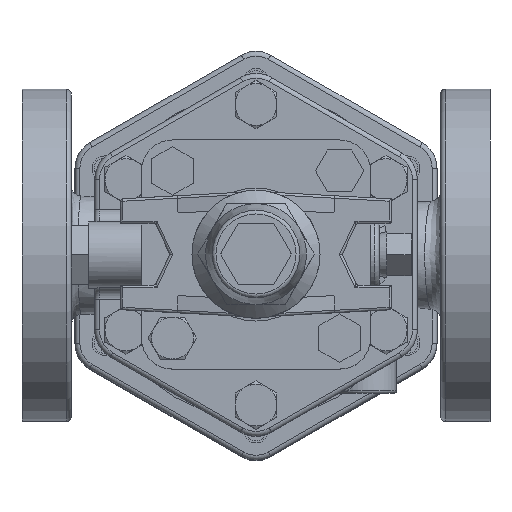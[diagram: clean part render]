
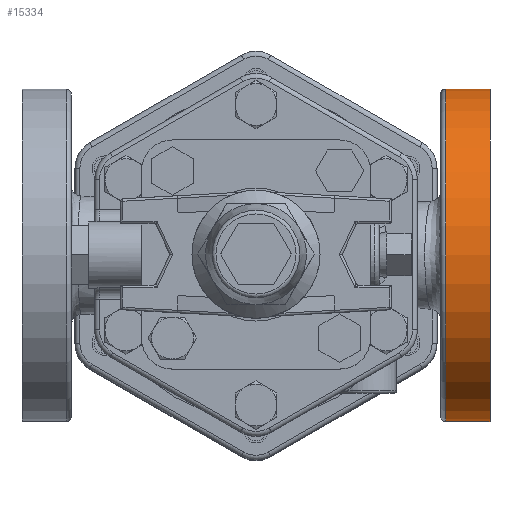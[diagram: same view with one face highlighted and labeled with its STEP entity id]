
A CAD part, top view. The second image highlights one B-rep face of the part: STEP entity #15334.
In plain terms, the highlighted cylindrical face has radius 67.5 mm (diameter 135 mm), a full revolution.
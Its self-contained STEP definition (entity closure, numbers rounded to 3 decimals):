
#472=FACE_BOUND('',#2517,.T.);
#1454=FACE_OUTER_BOUND('',#2516,.T.);
#2516=EDGE_LOOP('',(#10731));
#2517=EDGE_LOOP('',(#10732));
#5432=CIRCLE('',#16392,67.5);
#5438=CIRCLE('',#16400,67.5);
#6733=VERTEX_POINT('',#23884);
#6740=VERTEX_POINT('',#23921);
#8270=EDGE_CURVE('',#6733,#6733,#5432,.T.);
#8277=EDGE_CURVE('',#6740,#6740,#5438,.T.);
#10731=ORIENTED_EDGE('',*,*,#8277,.F.);
#10732=ORIENTED_EDGE('',*,*,#8270,.F.);
#15007=CYLINDRICAL_SURFACE('',#16399,67.5);
#15334=ADVANCED_FACE('',(#1454,#472),#15007,.T.);
#16392=AXIS2_PLACEMENT_3D('',#23885,#18282,#18283);
#16399=AXIS2_PLACEMENT_3D('',#23920,#18296,#18297);
#16400=AXIS2_PLACEMENT_3D('',#23922,#18298,#18299);
#18282=DIRECTION('center_axis',(-1.,0.,0.));
#18283=DIRECTION('ref_axis',(0.,0.,1.));
#18296=DIRECTION('center_axis',(1.,0.,0.));
#18297=DIRECTION('ref_axis',(0.,0.,1.));
#18298=DIRECTION('center_axis',(1.,0.,0.));
#18299=DIRECTION('ref_axis',(0.,0.,1.));
#23884=CARTESIAN_POINT('',(77.,0.,44.199));
#23885=CARTESIAN_POINT('Origin',(77.,0.,111.699));
#23920=CARTESIAN_POINT('Origin',(75.,0.,111.699));
#23921=CARTESIAN_POINT('',(95.,0.,44.199));
#23922=CARTESIAN_POINT('Origin',(95.,0.,111.699));
